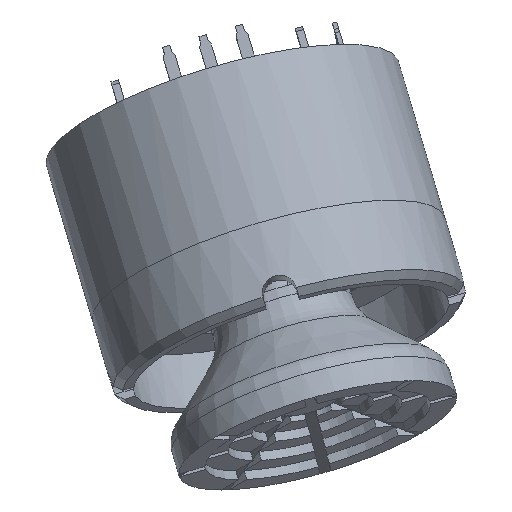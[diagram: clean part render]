
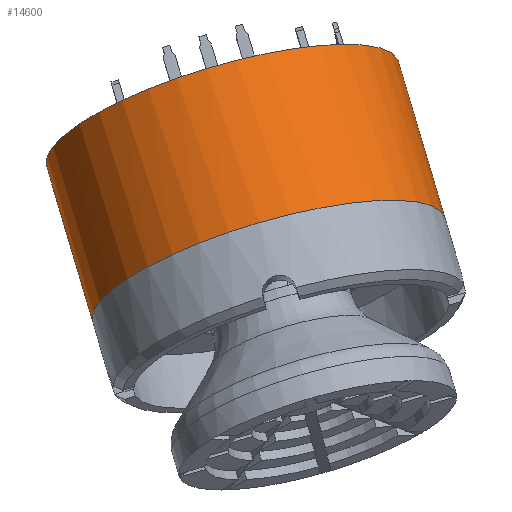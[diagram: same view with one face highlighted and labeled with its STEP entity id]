
A CAD part, top view. The second image highlights one B-rep face of the part: STEP entity #14600.
In plain terms, the highlighted cylindrical face has radius 12.103 mm (diameter 24.206 mm), a full revolution.
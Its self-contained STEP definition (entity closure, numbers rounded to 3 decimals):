
#156=ELLIPSE('',#15516,17.116,12.103);
#157=ELLIPSE('',#15518,17.116,12.103);
#1454=FACE_OUTER_BOUND('',#2292,.T.);
#2292=EDGE_LOOP('',(#10274,#10275,#10276,#10277,#10278,#10279,#10280,#10281,
#10282,#10283,#10284,#10285));
#3173=LINE('',#21115,#4684);
#3174=LINE('',#21121,#4685);
#3175=LINE('',#21139,#4686);
#4684=VECTOR('',#16872,12.103);
#4685=VECTOR('',#16877,5.173);
#4686=VECTOR('',#16880,5.173);
#6184=CIRCLE('',#15514,12.103);
#6185=CIRCLE('',#15515,12.103);
#6186=CIRCLE('',#15517,12.103);
#6187=CIRCLE('',#15519,12.103);
#6605=B_SPLINE_CURVE_WITH_KNOTS('',3,(#21123,#21124,#21125,#21126,#21127,
#21128),.UNSPECIFIED.,.F.,.F.,(4,2,4),(-0.242,-0.122,
0.),.UNSPECIFIED.);
#6606=B_SPLINE_CURVE_WITH_KNOTS('',3,(#21132,#21133,#21134,#21135,#21136,
#21137),.UNSPECIFIED.,.F.,.F.,(4,2,4),(-0.242,-0.12,
0.),.UNSPECIFIED.);
#6710=VERTEX_POINT('',#21112);
#6711=VERTEX_POINT('',#21114);
#6712=VERTEX_POINT('',#21116);
#6713=VERTEX_POINT('',#21118);
#6714=VERTEX_POINT('',#21120);
#6715=VERTEX_POINT('',#21122);
#6716=VERTEX_POINT('',#21129);
#6717=VERTEX_POINT('',#21131);
#6718=VERTEX_POINT('',#21138);
#6719=VERTEX_POINT('',#21140);
#8082=EDGE_CURVE('',#6710,#6710,#6184,.T.);
#8083=EDGE_CURVE('',#6710,#6711,#3173,.T.);
#8084=EDGE_CURVE('',#6712,#6711,#6185,.F.);
#8085=EDGE_CURVE('',#6712,#6713,#156,.T.);
#8086=EDGE_CURVE('',#6713,#6714,#3174,.T.);
#8087=EDGE_CURVE('',#6714,#6715,#6605,.T.);
#8088=EDGE_CURVE('',#6715,#6716,#6186,.T.);
#8089=EDGE_CURVE('',#6716,#6717,#6606,.T.);
#8090=EDGE_CURVE('',#6717,#6718,#3175,.F.);
#8091=EDGE_CURVE('',#6718,#6719,#157,.T.);
#8092=EDGE_CURVE('',#6711,#6719,#6187,.F.);
#10274=ORIENTED_EDGE('',*,*,#8082,.T.);
#10275=ORIENTED_EDGE('',*,*,#8083,.T.);
#10276=ORIENTED_EDGE('',*,*,#8084,.F.);
#10277=ORIENTED_EDGE('',*,*,#8085,.T.);
#10278=ORIENTED_EDGE('',*,*,#8086,.T.);
#10279=ORIENTED_EDGE('',*,*,#8087,.T.);
#10280=ORIENTED_EDGE('',*,*,#8088,.T.);
#10281=ORIENTED_EDGE('',*,*,#8089,.T.);
#10282=ORIENTED_EDGE('',*,*,#8090,.T.);
#10283=ORIENTED_EDGE('',*,*,#8091,.T.);
#10284=ORIENTED_EDGE('',*,*,#8092,.F.);
#10285=ORIENTED_EDGE('',*,*,#8083,.F.);
#14413=CYLINDRICAL_SURFACE('',#15513,12.103);
#14600=ADVANCED_FACE('',(#1454),#14413,.T.);
#15513=AXIS2_PLACEMENT_3D('',#21111,#16868,#16869);
#15514=AXIS2_PLACEMENT_3D('',#21113,#16870,#16871);
#15515=AXIS2_PLACEMENT_3D('',#21117,#16873,#16874);
#15516=AXIS2_PLACEMENT_3D('',#21119,#16875,#16876);
#15517=AXIS2_PLACEMENT_3D('',#21130,#16878,#16879);
#15518=AXIS2_PLACEMENT_3D('',#21141,#16881,#16882);
#15519=AXIS2_PLACEMENT_3D('',#21142,#16883,#16884);
#16868=DIRECTION('center_axis',(0.,0.,1.));
#16869=DIRECTION('ref_axis',(1.,0.,0.));
#16870=DIRECTION('center_axis',(0.,0.,
-1.));
#16871=DIRECTION('ref_axis',(0.,1.,0.));
#16872=DIRECTION('',(0.,0.,-1.));
#16873=DIRECTION('center_axis',(0.,0.,
1.));
#16874=DIRECTION('ref_axis',(0.,-1.,0.));
#16875=DIRECTION('center_axis',(-0.707,0.,
0.707));
#16876=DIRECTION('ref_axis',(0.707,0.,0.707));
#16877=DIRECTION('',(0.,0.,1.));
#16878=DIRECTION('center_axis',(0.,0.,1.));
#16879=DIRECTION('ref_axis',(1.,0.,0.));
#16880=DIRECTION('',(0.,0.,1.));
#16881=DIRECTION('center_axis',(0.707,0.,
0.707));
#16882=DIRECTION('ref_axis',(-0.707,0.,0.707));
#16883=DIRECTION('center_axis',(0.,0.,
1.));
#16884=DIRECTION('ref_axis',(0.,-1.,0.));
#21111=CARTESIAN_POINT('Origin',(0.,0.,3.747));
#21112=CARTESIAN_POINT('',(-12.103,0.,2.051));
#21113=CARTESIAN_POINT('Origin',(0.,0.,2.051));
#21114=CARTESIAN_POINT('',(-12.103,0.,-9.051));
#21115=CARTESIAN_POINT('',(-12.103,0.,3.747));
#21116=CARTESIAN_POINT('',(-5.28,-10.891,-9.051));
#21117=CARTESIAN_POINT('Origin',(0.,0.,-9.051));
#21118=CARTESIAN_POINT('',(-5.226,-10.917,-8.996));
#21119=CARTESIAN_POINT('Origin',(0.,0.,-3.771));
#21120=CARTESIAN_POINT('',(-5.226,-10.917,-3.823));
#21121=CARTESIAN_POINT('',(-5.226,-10.917,-8.996));
#21122=CARTESIAN_POINT('',(-3.549,-11.571,-2.204));
#21123=CARTESIAN_POINT('Ctrl Pts',(-5.226,-10.917,-3.823));
#21124=CARTESIAN_POINT('Ctrl Pts',(-4.953,-11.047,-3.56));
#21125=CARTESIAN_POINT('Ctrl Pts',(-4.677,-11.167,
-3.293));
#21126=CARTESIAN_POINT('Ctrl Pts',(-4.118,-11.385,
-2.754));
#21127=CARTESIAN_POINT('Ctrl Pts',(-3.834,-11.484,-2.48));
#21128=CARTESIAN_POINT('Ctrl Pts',(-3.549,-11.571,
-2.204));
#21129=CARTESIAN_POINT('',(3.549,-11.571,-2.204));
#21130=CARTESIAN_POINT('Origin',(0.,0.,-2.204));
#21131=CARTESIAN_POINT('',(5.226,-10.917,-3.823));
#21132=CARTESIAN_POINT('Ctrl Pts',(3.549,-11.571,-2.204));
#21133=CARTESIAN_POINT('Ctrl Pts',(3.834,-11.484,-2.48));
#21134=CARTESIAN_POINT('Ctrl Pts',(4.118,-11.385,-2.754));
#21135=CARTESIAN_POINT('Ctrl Pts',(4.677,-11.167,-3.293));
#21136=CARTESIAN_POINT('Ctrl Pts',(4.953,-11.047,-3.56));
#21137=CARTESIAN_POINT('Ctrl Pts',(5.226,-10.917,-3.823));
#21138=CARTESIAN_POINT('',(5.226,-10.917,-8.996));
#21139=CARTESIAN_POINT('',(5.226,-10.917,-8.996));
#21140=CARTESIAN_POINT('',(5.28,-10.891,-9.051));
#21141=CARTESIAN_POINT('Origin',(0.,0.,-3.771));
#21142=CARTESIAN_POINT('Origin',(0.,0.,-9.051));
